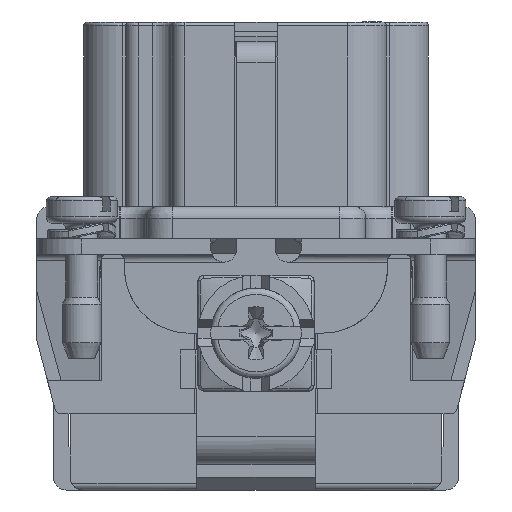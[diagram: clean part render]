
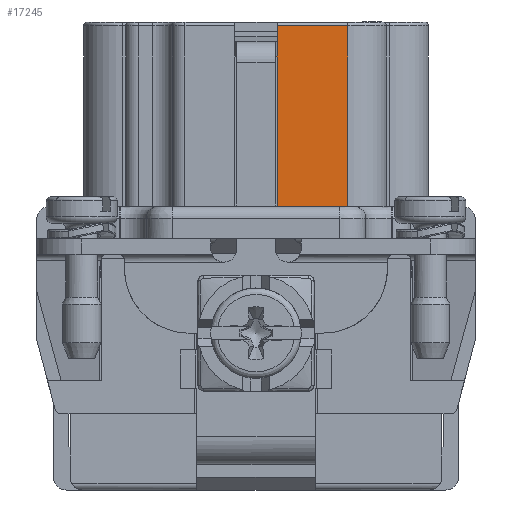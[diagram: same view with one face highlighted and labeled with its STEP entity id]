
A CAD part, left-side view. The second image highlights one B-rep face of the part: STEP entity #17245.
In plain terms, the highlighted planar face has unit normal (-1, 0, 0).
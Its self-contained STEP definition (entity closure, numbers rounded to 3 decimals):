
#15123=FACE_OUTER_BOUND('',#22289,.T.);
#17245=ADVANCED_FACE('',(#15123),#19214,.T.);
#19214=PLANE('',#93319);
#22289=EDGE_LOOP('',(#33706,#33707,#33708,#33709));
#33706=ORIENTED_EDGE('',*,*,#53349,.T.);
#33707=ORIENTED_EDGE('',*,*,#53350,.T.);
#33708=ORIENTED_EDGE('',*,*,#52122,.F.);
#33709=ORIENTED_EDGE('',*,*,#53351,.F.);
#45191=VERTEX_POINT('',#133865);
#45192=VERTEX_POINT('',#133867);
#46005=VERTEX_POINT('',#137464);
#46006=VERTEX_POINT('',#137465);
#52122=EDGE_CURVE('',#45191,#45192,#74601,.T.);
#53349=EDGE_CURVE('',#46005,#46006,#75333,.T.);
#53350=EDGE_CURVE('',#46006,#45192,#75334,.T.);
#53351=EDGE_CURVE('',#46005,#45191,#75335,.T.);
#74601=LINE('',#133866,#79815);
#75333=LINE('',#137463,#80547);
#75334=LINE('',#137466,#80548);
#75335=LINE('',#137467,#80549);
#79815=VECTOR('',#99382,1.);
#80547=VECTOR('',#101966,1.);
#80548=VECTOR('',#101967,1.);
#80549=VECTOR('',#101968,1.);
#93319=AXIS2_PLACEMENT_3D('',#137468,#101969,#101970);
#99382=DIRECTION('',(0.,1.,0.));
#101966=DIRECTION('',(0.,1.,0.));
#101967=DIRECTION('',(0.,0.,-1.));
#101968=DIRECTION('',(0.,0.,-1.));
#101969=DIRECTION('',(-1.,0.,0.));
#101970=DIRECTION('',(0.,-1.,0.));
#133865=CARTESIAN_POINT('',(-32.35,-7.1,3.7));
#133866=CARTESIAN_POINT('',(-32.35,-7.1,3.7));
#133867=CARTESIAN_POINT('',(-32.35,-1.65,3.7));
#137463=CARTESIAN_POINT('',(-32.35,-7.1,17.7));
#137464=CARTESIAN_POINT('',(-32.35,-7.1,17.7));
#137465=CARTESIAN_POINT('',(-32.35,-1.65,17.7));
#137466=CARTESIAN_POINT('',(-32.35,-1.65,17.7));
#137467=CARTESIAN_POINT('',(-32.35,-7.1,17.7));
#137468=CARTESIAN_POINT('',(-32.35,-0.935,3.7));
